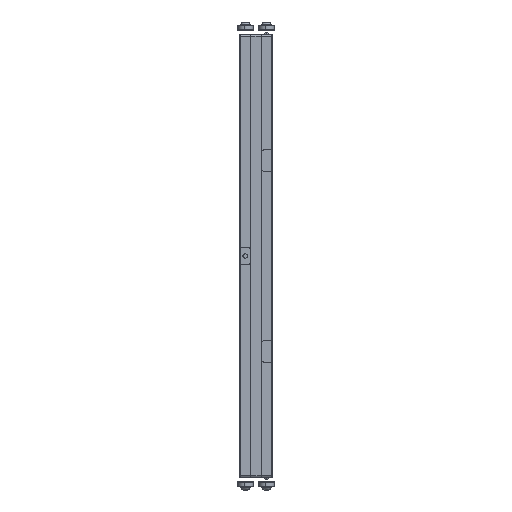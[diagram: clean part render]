
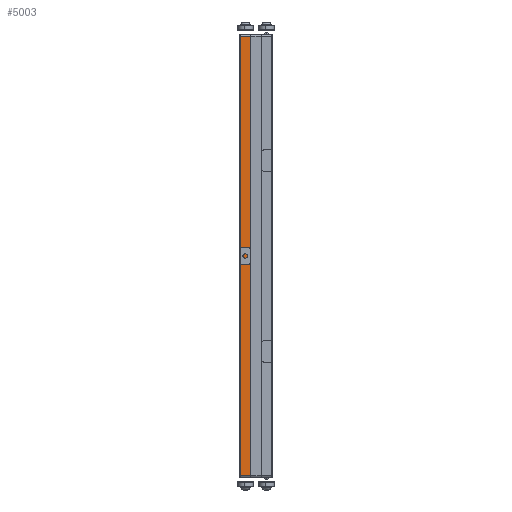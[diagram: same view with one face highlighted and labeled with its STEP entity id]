
A CAD part, left-side view. The second image highlights one B-rep face of the part: STEP entity #5003.
In plain terms, the highlighted planar face has unit normal (-1, 0, 0).
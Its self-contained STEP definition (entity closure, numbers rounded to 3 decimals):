
#409 = DIRECTION ( 'NONE',  ( 0., 0., 1. ) ) ;
#1359 = ORIENTED_EDGE ( 'NONE', *, *, #21894, .T. ) ;
#1601 = CARTESIAN_POINT ( 'NONE',  ( -315., 313., 0. ) ) ;
#1779 = VECTOR ( 'NONE', #22055, 1000. ) ;
#1960 = DIRECTION ( 'NONE',  ( 0., -1., 0. ) ) ;
#1987 = EDGE_CURVE ( 'NONE', #10467, #17972, #22235, .T. ) ;
#3436 = VERTEX_POINT ( 'NONE', #1601 ) ;
#3772 = AXIS2_PLACEMENT_3D ( 'NONE', #15774, #9973, #11911 ) ;
#5003 = ADVANCED_FACE ( 'NONE', ( #17467 ), #10205, .F. ) ;
#5157 = VECTOR ( 'NONE', #11884, 1000. ) ;
#6038 = VECTOR ( 'NONE', #409, 1000. ) ;
#6230 = VERTEX_POINT ( 'NONE', #23925 ) ;
#6542 = LINE ( 'NONE', #10062, #5157 ) ;
#7218 = ORIENTED_EDGE ( 'NONE', *, *, #18644, .T. ) ;
#9261 = LINE ( 'NONE', #18589, #10739 ) ;
#9277 = CARTESIAN_POINT ( 'NONE',  ( -315., -313., 15. ) ) ;
#9573 = LINE ( 'NONE', #18547, #1779 ) ;
#9973 = DIRECTION ( 'NONE',  ( 1., 0., 0. ) ) ;
#10062 = CARTESIAN_POINT ( 'NONE',  ( -315., 315., 0. ) ) ;
#10205 = PLANE ( 'NONE',  #3772 ) ;
#10467 = VERTEX_POINT ( 'NONE', #17232 ) ;
#10739 = VECTOR ( 'NONE', #1960, 1000. ) ;
#11872 = ORIENTED_EDGE ( 'NONE', *, *, #1987, .T. ) ;
#11884 = DIRECTION ( 'NONE',  ( 0., -1., 0. ) ) ;
#11911 = DIRECTION ( 'NONE',  ( 0., 0., -1. ) ) ;
#13228 = EDGE_LOOP ( 'NONE', ( #7218, #11872, #16193, #1359 ) ) ;
#14208 = CARTESIAN_POINT ( 'NONE',  ( -315., -313., 15. ) ) ;
#15774 = CARTESIAN_POINT ( 'NONE',  ( -315., 315., 15. ) ) ;
#16193 = ORIENTED_EDGE ( 'NONE', *, *, #22504, .F. ) ;
#17232 = CARTESIAN_POINT ( 'NONE',  ( -315., -313., 0. ) ) ;
#17467 = FACE_OUTER_BOUND ( 'NONE', #13228, .T. ) ;
#17972 = VERTEX_POINT ( 'NONE', #14208 ) ;
#18547 = CARTESIAN_POINT ( 'NONE',  ( -315., 313., 15. ) ) ;
#18589 = CARTESIAN_POINT ( 'NONE',  ( -315., 315., 15. ) ) ;
#18644 = EDGE_CURVE ( 'NONE', #3436, #10467, #6542, .T. ) ;
#21894 = EDGE_CURVE ( 'NONE', #6230, #3436, #9573, .T. ) ;
#22055 = DIRECTION ( 'NONE',  ( 0., 0., -1. ) ) ;
#22235 = LINE ( 'NONE', #9277, #6038 ) ;
#22504 = EDGE_CURVE ( 'NONE', #6230, #17972, #9261, .T. ) ;
#23925 = CARTESIAN_POINT ( 'NONE',  ( -315., 313., 15. ) ) ;
